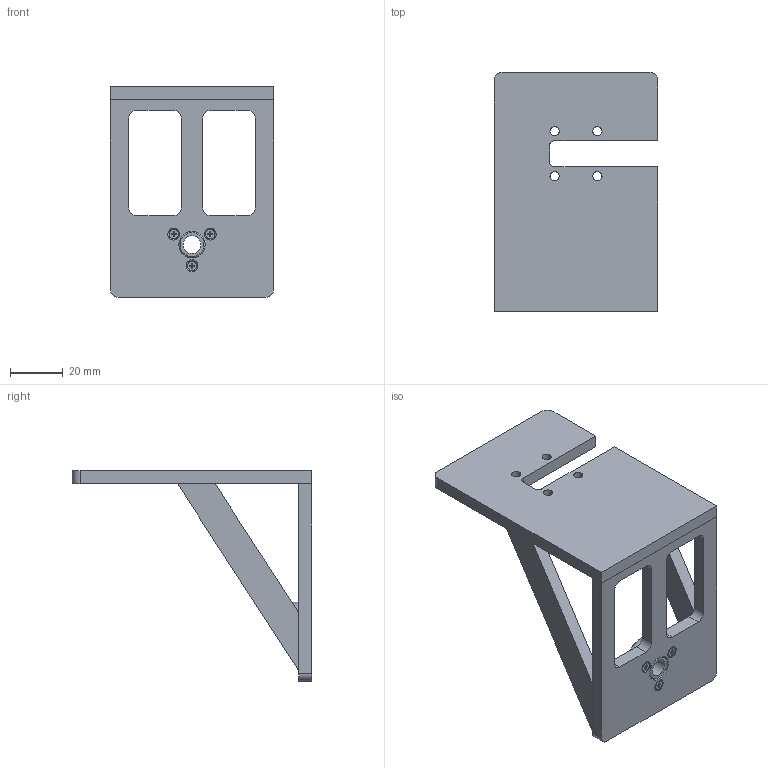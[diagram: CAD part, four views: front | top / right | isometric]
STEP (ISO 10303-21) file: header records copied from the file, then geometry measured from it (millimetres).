
FILE_DESCRIPTION (( 'STEP AP214' ), '1' );
FILE_NAME ('FMWAN042-LMT_3D.step', '2023-11-01T18:11:34', ( '' ), ( '' ), 'SwSTEP 2.0', 'SolidWorks 2022', '' );
FILE_SCHEMA (( 'AUTOMOTIVE_DESIGN' ));
Length unit declared in the file: inch
Products named in the file (4): Copy of 908ÂÝÄ¸^FMWAN042-LMT; FMWAN042-LMT_3D; Copy of cross recessed countersunk head screws gb1_GB_CROSS_SCREWS_TYPE4 M2X8-6.8  H type-N^FMWAN042-LMT; Copy of HD-ZJL-220 À®°ÈÌìÏßÖ§¼Ü^FMWAN042-LMT
Assembly tree (5 placements, depth 2):
  FMWAN042-LMT_3D
    Copy of HD-ZJL-220 À®°ÈÌìÏßÖ§¼Ü^FMWAN042-LMT
    Copy of 908ÂÝÄ¸^FMWAN042-LMT
    Copy of cross recessed countersunk head screws gb1_GB_CROSS_SCREWS_TYPE4 M2X8-6.8  H type-N^FMWAN042-LMT  x3
Bounding box: 62 x 91 x 80 mm (x, y, z)
Volume: 50819.3 mm3; surface area: 27963.7 mm2
Topology: 8 solids, 8 shells, 169 faces, 422 edges, 274 vertices
Faces by surface type: plane 85, cylinder 68, cone 16
Entity records: 3853 total; most frequent: DIRECTION 666, CARTESIAN_POINT 619, ORIENTED_EDGE 596, EDGE_CURVE 298, AXIS2_PLACEMENT_3D 241, VERTEX_POINT 194, LINE 184, VECTOR 184
